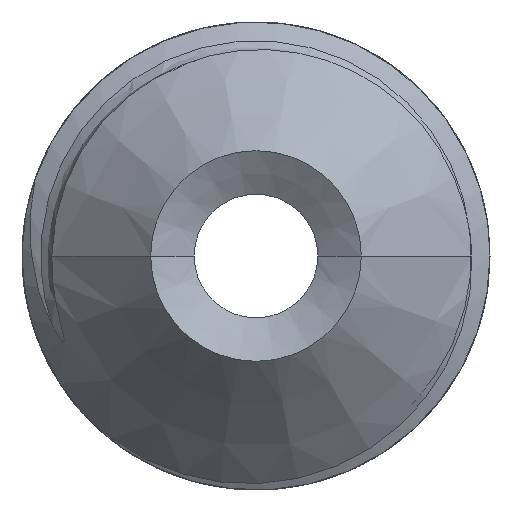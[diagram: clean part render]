
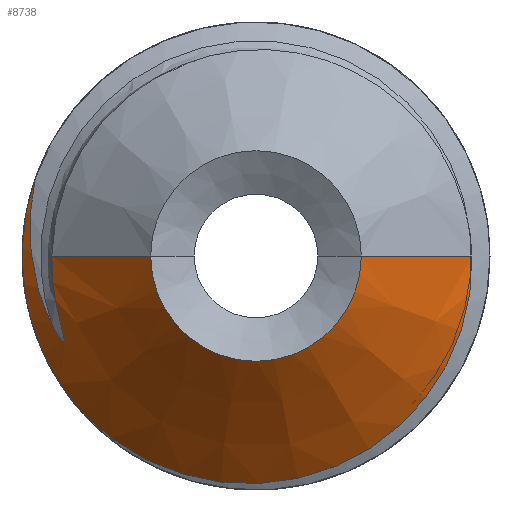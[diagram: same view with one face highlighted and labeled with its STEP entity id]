
A CAD part, left-side view. The second image highlights one B-rep face of the part: STEP entity #8738.
In plain terms, the highlighted conical face has half-angle 45 degrees and reference radius 1.812 mm.
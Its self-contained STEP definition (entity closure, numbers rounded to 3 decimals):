
#3118=CARTESIAN_POINT('',(1.375,0.,0.));
#3119=DIRECTION('',(-1.,0.,0.));
#3120=DIRECTION('',(0.,0.943,0.332));
#3121=AXIS2_PLACEMENT_3D('',#3118,#3119,#3120);
#4170=CARTESIAN_POINT('',(1.18,-2.305,0.));
#4171=CARTESIAN_POINT('',(1.185,-2.31,
-0.133));
#4172=CARTESIAN_POINT('',(1.194,-2.296,
-0.402));
#4173=CARTESIAN_POINT('',(1.209,-2.204,
-0.802));
#4174=CARTESIAN_POINT('',(1.223,-2.044,
-1.179));
#4175=CARTESIAN_POINT('',(1.236,-1.824,
-1.518));
#4176=CARTESIAN_POINT('',(1.25,-1.548,
-1.817));
#4177=CARTESIAN_POINT('',(1.264,-1.22,
-2.068));
#4178=CARTESIAN_POINT('',(1.278,-0.857,
-2.258));
#4179=CARTESIAN_POINT('',(1.292,-0.461,
-2.385));
#4180=CARTESIAN_POINT('',(1.306,-0.05,
-2.442));
#4181=CARTESIAN_POINT('',(1.319,0.366,
-2.429));
#4182=CARTESIAN_POINT('',(1.333,0.782,
-2.344));
#4183=CARTESIAN_POINT('',(1.347,1.184,-2.185));
#4184=CARTESIAN_POINT('',(1.361,1.552,-1.958));
#4185=CARTESIAN_POINT('',(1.37,1.765,-1.77));
#4186=CARTESIAN_POINT('',(1.375,1.862,-1.668));
#4263=CARTESIAN_POINT('',(1.375,2.359,0.829));
#4264=CARTESIAN_POINT('',(1.358,2.388,0.694));
#4265=CARTESIAN_POINT('',(1.325,2.425,0.422));
#4266=CARTESIAN_POINT('',(1.276,2.412,0.016));
#4267=CARTESIAN_POINT('',(1.225,2.331,
-0.376));
#4268=CARTESIAN_POINT('',(1.192,2.236,
-0.62));
#4269=CARTESIAN_POINT('',(1.175,2.179,-0.737));
#4271=CARTESIAN_POINT('',(0.,0.,0.));
#4272=DIRECTION('',(-1.,0.,0.));
#4273=DIRECTION('',(0.,1.,0.));
#4274=AXIS2_PLACEMENT_3D('',#4271,#4272,#4273);
#5084=CARTESIAN_POINT('',(1.175,2.179,-0.737));
#5085=CARTESIAN_POINT('',(1.174,2.175,
-0.744));
#5086=CARTESIAN_POINT('',(1.172,2.168,
-0.758));
#5087=CARTESIAN_POINT('',(1.169,2.158,
-0.778));
#5088=CARTESIAN_POINT('',(1.166,2.148,
-0.795));
#5089=CARTESIAN_POINT('',(1.163,2.139,
-0.812));
#5090=CARTESIAN_POINT('',(1.16,2.13,
-0.826));
#5091=CARTESIAN_POINT('',(1.157,2.122,
-0.84));
#5092=CARTESIAN_POINT('',(1.154,2.114,
-0.852));
#5093=CARTESIAN_POINT('',(1.152,2.106,
-0.864));
#5094=CARTESIAN_POINT('',(1.149,2.099,
-0.874));
#5095=CARTESIAN_POINT('',(1.146,2.093,
-0.883));
#5096=CARTESIAN_POINT('',(1.144,2.086,
-0.891));
#5097=CARTESIAN_POINT('',(1.141,2.08,
-0.898));
#5098=CARTESIAN_POINT('',(1.138,2.074,
-0.904));
#5099=CARTESIAN_POINT('',(1.134,2.068,
-0.91));
#5100=CARTESIAN_POINT('',(1.13,2.061,
-0.915));
#5101=CARTESIAN_POINT('',(1.124,2.054,
-0.916));
#5102=CARTESIAN_POINT('',(1.119,2.05,
-0.912));
#5103=CARTESIAN_POINT('',(1.114,2.049,
-0.904));
#5104=CARTESIAN_POINT('',(1.111,2.049,
-0.895));
#5105=CARTESIAN_POINT('',(1.108,2.05,
-0.885));
#5106=CARTESIAN_POINT('',(1.105,2.052,
-0.875));
#5107=CARTESIAN_POINT('',(1.103,2.054,
-0.864));
#5108=CARTESIAN_POINT('',(1.101,2.056,
-0.853));
#5109=CARTESIAN_POINT('',(1.099,2.059,
-0.841));
#5110=CARTESIAN_POINT('',(1.097,2.062,
-0.828));
#5111=CARTESIAN_POINT('',(1.095,2.065,
-0.815));
#5112=CARTESIAN_POINT('',(1.093,2.068,
-0.801));
#5113=CARTESIAN_POINT('',(1.091,2.072,
-0.787));
#5114=CARTESIAN_POINT('',(1.09,2.076,
-0.771));
#5115=CARTESIAN_POINT('',(1.088,2.08,
-0.755));
#5116=CARTESIAN_POINT('',(1.086,2.085,
-0.738));
#5117=CARTESIAN_POINT('',(1.085,2.089,
-0.72));
#5118=CARTESIAN_POINT('',(1.083,2.094,
-0.701));
#5119=CARTESIAN_POINT('',(1.082,2.099,
-0.682));
#5120=CARTESIAN_POINT('',(1.08,2.104,
-0.662));
#5121=CARTESIAN_POINT('',(1.079,2.109,
-0.64));
#5122=CARTESIAN_POINT('',(1.077,2.114,
-0.617));
#5123=CARTESIAN_POINT('',(1.076,2.12,
-0.591));
#5124=CARTESIAN_POINT('',(1.074,2.126,
-0.564));
#5125=CARTESIAN_POINT('',(1.073,2.132,
-0.533));
#5126=CARTESIAN_POINT('',(1.071,2.138,
-0.5));
#5127=CARTESIAN_POINT('',(1.069,2.145,
-0.463));
#5128=CARTESIAN_POINT('',(1.068,2.152,
-0.422));
#5129=CARTESIAN_POINT('',(1.066,2.158,
-0.377));
#5130=CARTESIAN_POINT('',(1.064,2.165,
-0.327));
#5131=CARTESIAN_POINT('',(1.063,2.171,
-0.273));
#5132=CARTESIAN_POINT('',(1.061,2.176,
-0.214));
#5133=CARTESIAN_POINT('',(1.059,2.18,
-0.149));
#5134=CARTESIAN_POINT('',(1.058,2.182,
-0.078));
#5135=CARTESIAN_POINT('',(1.057,2.182,
-0.027));
#5136=CARTESIAN_POINT('',(1.057,2.182,
0.));
#5250=DIRECTION('',(0.707,0.707,0.));
#5251=VECTOR('',#5250,1.494);
#5252=CARTESIAN_POINT('',(0.,1.125,0.));
#5253=LINE('',#5252,#5251);
#5254=DIRECTION('',(0.707,-0.707,0.));
#5255=VECTOR('',#5254,1.669);
#5256=CARTESIAN_POINT('',(0.,-1.125,0.));
#5257=LINE('',#5256,#5255);
#5587=CARTESIAN_POINT('',(0.,1.125,0.));
#5588=CARTESIAN_POINT('',(1.057,2.182,
0.));
#5589=VERTEX_POINT('',#5587);
#5590=VERTEX_POINT('',#5588);
#5591=CARTESIAN_POINT('',(0.,-1.125,0.));
#5592=CARTESIAN_POINT('',(1.18,-2.305,0.));
#5593=VERTEX_POINT('',#5591);
#5594=VERTEX_POINT('',#5592);
#5659=CARTESIAN_POINT('',(1.375,2.359,0.829));
#5660=CARTESIAN_POINT('',(1.375,1.862,-1.668));
#5661=VERTEX_POINT('',#5659);
#5662=VERTEX_POINT('',#5660);
#5663=VERTEX_POINT('',#5084);
#8719=CARTESIAN_POINT('',(0.688,0.,0.));
#8720=DIRECTION('',(1.,0.,0.));
#8721=DIRECTION('',(0.,-1.,0.));
#8722=AXIS2_PLACEMENT_3D('',#8719,#8720,#8721);
#8723=CONICAL_SURFACE('',#8722,1.813,45.);
#8724=ORIENTED_EDGE('',*,*,#6992,.F.);
#8726=ORIENTED_EDGE('',*,*,#8725,.T.);
#8728=ORIENTED_EDGE('',*,*,#8727,.T.);
#8730=ORIENTED_EDGE('',*,*,#8729,.F.);
#8732=ORIENTED_EDGE('',*,*,#8731,.T.);
#8734=ORIENTED_EDGE('',*,*,#8733,.T.);
#8735=ORIENTED_EDGE('',*,*,#8706,.T.);
#8736=EDGE_LOOP('',(#8724,#8726,#8728,#8730,#8732,#8734,#8735));
#8737=FACE_OUTER_BOUND('',#8736,.F.);
#3122=CIRCLE('',#3121,2.5);
#4187=B_SPLINE_CURVE_WITH_KNOTS('',3,(#4170,#4171,#4172,#4173,#4174,#4175,#4176,
#4177,#4178,#4179,#4180,#4181,#4182,#4183,#4184,#4185,#4186),.UNSPECIFIED.,.F.,
.F.,(4,1,1,1,1,1,1,1,1,1,1,1,1,1,4),(0.,0.071,0.143,
0.214,0.286,0.357,0.429,0.5,
0.571,0.643,0.714,0.786,
0.857,0.929,1.),.UNSPECIFIED.);
#4270=B_SPLINE_CURVE_WITH_KNOTS('',3,(#4263,#4264,#4265,#4266,#4267,#4268,
#4269),.UNSPECIFIED.,.F.,.F.,(4,1,1,1,4),(0.,0.25,0.5,0.75,1.),
.UNSPECIFIED.);
#4275=CIRCLE('',#4274,1.125);
#5137=B_SPLINE_CURVE_WITH_KNOTS('',3,(#5084,#5085,#5086,#5087,#5088,#5089,#5090,
#5091,#5092,#5093,#5094,#5095,#5096,#5097,#5098,#5099,#5100,#5101,#5102,#5103,
#5104,#5105,#5106,#5107,#5108,#5109,#5110,#5111,#5112,#5113,#5114,#5115,#5116,
#5117,#5118,#5119,#5120,#5121,#5122,#5123,#5124,#5125,#5126,#5127,#5128,#5129,
#5130,#5131,#5132,#5133,#5134,#5135,#5136),.UNSPECIFIED.,.F.,.F.,(4,1,1,1,1,1,1,
1,1,1,1,1,1,1,1,1,1,1,1,1,1,1,1,1,1,1,1,1,1,1,1,1,1,1,1,1,1,1,1,1,1,1,1,1,1,1,1,
1,1,1,4),(0.,0.02,0.04,0.06,0.08,0.1,0.12,0.14,0.16,0.18,0.2,
0.22,0.24,0.26,0.28,0.3,0.32,0.34,0.36,0.38,0.4,0.42,
0.44,0.46,0.48,0.5,0.52,0.54,0.56,0.58,0.6,0.62,0.64,
0.66,0.68,0.7,0.72,0.74,0.76,0.78,0.8,0.82,0.84,0.86,
0.88,0.9,0.92,0.94,0.96,0.98,1.),.UNSPECIFIED.);
#6992=EDGE_CURVE('',#5661,#5662,#3122,.T.);
#8706=EDGE_CURVE('',#5594,#5662,#4187,.T.);
#8725=EDGE_CURVE('',#5661,#5663,#4270,.T.);
#8727=EDGE_CURVE('',#5663,#5590,#5137,.T.);
#8729=EDGE_CURVE('',#5589,#5590,#5253,.T.);
#8731=EDGE_CURVE('',#5589,#5593,#4275,.T.);
#8733=EDGE_CURVE('',#5593,#5594,#5257,.T.);
#8738=ADVANCED_FACE('',(#8737),#8723,.T.);
